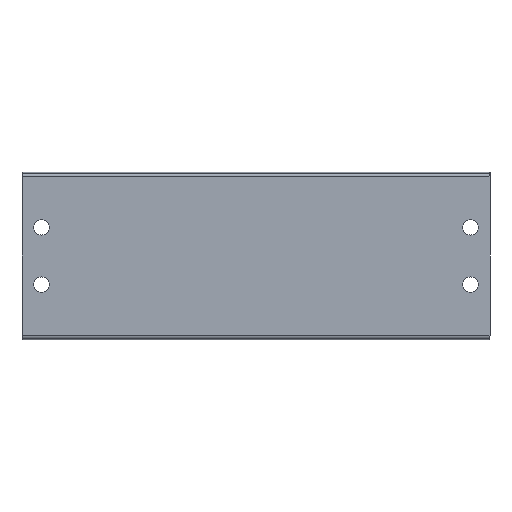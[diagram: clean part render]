
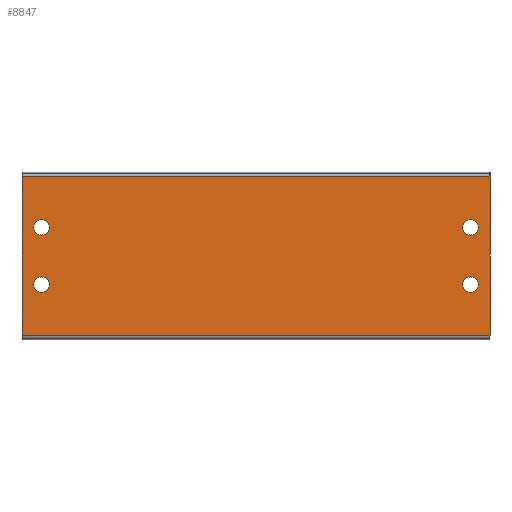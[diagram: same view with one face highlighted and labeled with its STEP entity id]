
A CAD part, front view. The second image highlights one B-rep face of the part: STEP entity #8847.
In plain terms, the highlighted face is planar.
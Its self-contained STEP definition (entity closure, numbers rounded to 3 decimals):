
#141=CARTESIAN_POINT('',(122.25,-10.25,-10.0));
#142=VERTEX_POINT('',#141);
#151=CARTESIAN_POINT('',(127.75,-10.25,-10.0));
#152=VERTEX_POINT('',#151);
#153=CARTESIAN_POINT('',(125.,-10.25,-10.0));
#154=DIRECTION('',(0.0,0.0,1.0));
#155=DIRECTION('',(-1.0,0.0,0.0));
#156=AXIS2_PLACEMENT_3D('',#153,#154,#155);
#157=CIRCLE('',#156,2.75);
#158=EDGE_CURVE('',#152,#142,#157,.T.);
#183=CARTESIAN_POINT('',(-31.75,-10.25,-10.0));
#184=VERTEX_POINT('',#183);
#193=CARTESIAN_POINT('',(-26.25,-10.25,-10.0));
#194=VERTEX_POINT('',#193);
#195=CARTESIAN_POINT('',(-29.,-10.25,-10.0));
#196=DIRECTION('',(0.0,0.0,1.0));
#197=DIRECTION('',(-1.0,0.0,0.0));
#198=AXIS2_PLACEMENT_3D('',#195,#196,#197);
#199=CIRCLE('',#198,2.75);
#200=EDGE_CURVE('',#194,#184,#199,.T.);
#225=CARTESIAN_POINT('',(-31.75,10.25,-10.0));
#226=VERTEX_POINT('',#225);
#235=CARTESIAN_POINT('',(-26.25,10.25,-10.0));
#236=VERTEX_POINT('',#235);
#237=CARTESIAN_POINT('',(-29.,10.25,-10.0));
#238=DIRECTION('',(0.0,0.0,1.0));
#239=DIRECTION('',(-1.0,0.0,0.0));
#240=AXIS2_PLACEMENT_3D('',#237,#238,#239);
#241=CIRCLE('',#240,2.75);
#242=EDGE_CURVE('',#236,#226,#241,.T.);
#267=CARTESIAN_POINT('',(122.25,10.25,-10.0));
#268=VERTEX_POINT('',#267);
#277=CARTESIAN_POINT('',(127.75,10.25,-10.0));
#278=VERTEX_POINT('',#277);
#279=CARTESIAN_POINT('',(125.,10.25,-10.0));
#280=DIRECTION('',(0.0,0.0,1.0));
#281=DIRECTION('',(-1.0,0.0,0.0));
#282=AXIS2_PLACEMENT_3D('',#279,#280,#281);
#283=CIRCLE('',#282,2.75);
#284=EDGE_CURVE('',#278,#268,#283,.T.);
#4291=CARTESIAN_POINT('',(-36.0,-28.5,-10.0));
#4292=VERTEX_POINT('',#4291);
#4300=CARTESIAN_POINT('',(132.0,-28.5,-10.0));
#4301=VERTEX_POINT('',#4300);
#4302=CARTESIAN_POINT('',(-36.0,-28.5,-10.0));
#4303=DIRECTION('',(1.0,0.0,0.0));
#4304=VECTOR('',#4303,168.0);
#4305=LINE('',#4302,#4304);
#4306=EDGE_CURVE('',#4292,#4301,#4305,.T.);
#4417=CARTESIAN_POINT('',(132.0,28.5,-10.0));
#4418=VERTEX_POINT('',#4417);
#4426=CARTESIAN_POINT('',(-36.0,28.5,-10.0));
#4427=VERTEX_POINT('',#4426);
#4428=CARTESIAN_POINT('',(132.0,28.5,-10.0));
#4429=DIRECTION('',(-1.0,0.0,0.0));
#4430=VECTOR('',#4429,168.0);
#4431=LINE('',#4428,#4430);
#4432=EDGE_CURVE('',#4418,#4427,#4431,.T.);
#4531=CARTESIAN_POINT('',(132.0,-28.5,-10.0));
#4532=DIRECTION('',(0.0,1.0,0.0));
#4533=VECTOR('',#4532,57.);
#4534=LINE('',#4531,#4533);
#4535=EDGE_CURVE('',#4301,#4418,#4534,.T.);
#8696=CARTESIAN_POINT('',(125.,10.25,-10.0));
#8697=DIRECTION('',(0.0,0.0,1.0));
#8698=DIRECTION('',(-1.0,0.0,0.0));
#8699=AXIS2_PLACEMENT_3D('',#8696,#8697,#8698);
#8700=CIRCLE('',#8699,2.75);
#8701=EDGE_CURVE('',#268,#278,#8700,.T.);
#8720=CARTESIAN_POINT('',(-29.,10.25,-10.0));
#8721=DIRECTION('',(0.0,0.0,1.0));
#8722=DIRECTION('',(-1.0,0.0,0.0));
#8723=AXIS2_PLACEMENT_3D('',#8720,#8721,#8722);
#8724=CIRCLE('',#8723,2.75);
#8725=EDGE_CURVE('',#226,#236,#8724,.T.);
#8744=CARTESIAN_POINT('',(-29.,-10.25,-10.0));
#8745=DIRECTION('',(0.0,0.0,1.0));
#8746=DIRECTION('',(-1.0,0.0,0.0));
#8747=AXIS2_PLACEMENT_3D('',#8744,#8745,#8746);
#8748=CIRCLE('',#8747,2.75);
#8749=EDGE_CURVE('',#184,#194,#8748,.T.);
#8768=CARTESIAN_POINT('',(125.,-10.25,-10.0));
#8769=DIRECTION('',(0.0,0.0,1.0));
#8770=DIRECTION('',(-1.0,0.0,0.0));
#8771=AXIS2_PLACEMENT_3D('',#8768,#8769,#8770);
#8772=CIRCLE('',#8771,2.75);
#8773=EDGE_CURVE('',#142,#152,#8772,.T.);
#8784=CARTESIAN_POINT('',(-36.0,28.5,-10.0));
#8785=DIRECTION('',(0.0,-1.0,0.0));
#8786=VECTOR('',#8785,57.0);
#8787=LINE('',#8784,#8786);
#8788=EDGE_CURVE('',#4427,#4292,#8787,.T.);
#8820=CARTESIAN_POINT('',(48.,0.,-10.));
#8821=DIRECTION('',(0.0,0.0,1.0));
#8822=DIRECTION('',(1.0,0.0,0.0));
#8823=AXIS2_PLACEMENT_3D('',#8820,#8821,#8822);
#8824=PLANE('',#8823);
#8825=ORIENTED_EDGE('',*,*,#4432,.F.);
#8826=ORIENTED_EDGE('',*,*,#4535,.F.);
#8827=ORIENTED_EDGE('',*,*,#4306,.F.);
#8828=ORIENTED_EDGE('',*,*,#8788,.F.);
#8829=EDGE_LOOP('',(#8825,#8826,#8827,#8828));
#8830=FACE_OUTER_BOUND('',#8829,.T.);
#8831=ORIENTED_EDGE('',*,*,#284,.T.);
#8832=ORIENTED_EDGE('',*,*,#8701,.T.);
#8833=EDGE_LOOP('',(#8831,#8832));
#8834=FACE_BOUND('',#8833,.T.);
#8835=ORIENTED_EDGE('',*,*,#242,.T.);
#8836=ORIENTED_EDGE('',*,*,#8725,.T.);
#8837=EDGE_LOOP('',(#8835,#8836));
#8838=FACE_BOUND('',#8837,.T.);
#8839=ORIENTED_EDGE('',*,*,#200,.T.);
#8840=ORIENTED_EDGE('',*,*,#8749,.T.);
#8841=EDGE_LOOP('',(#8839,#8840));
#8842=FACE_BOUND('',#8841,.T.);
#8843=ORIENTED_EDGE('',*,*,#158,.T.);
#8844=ORIENTED_EDGE('',*,*,#8773,.T.);
#8845=EDGE_LOOP('',(#8843,#8844));
#8846=FACE_BOUND('',#8845,.T.);
#8847=ADVANCED_FACE('',(#8830,#8834,#8838,#8842,#8846),#8824,.F.);
